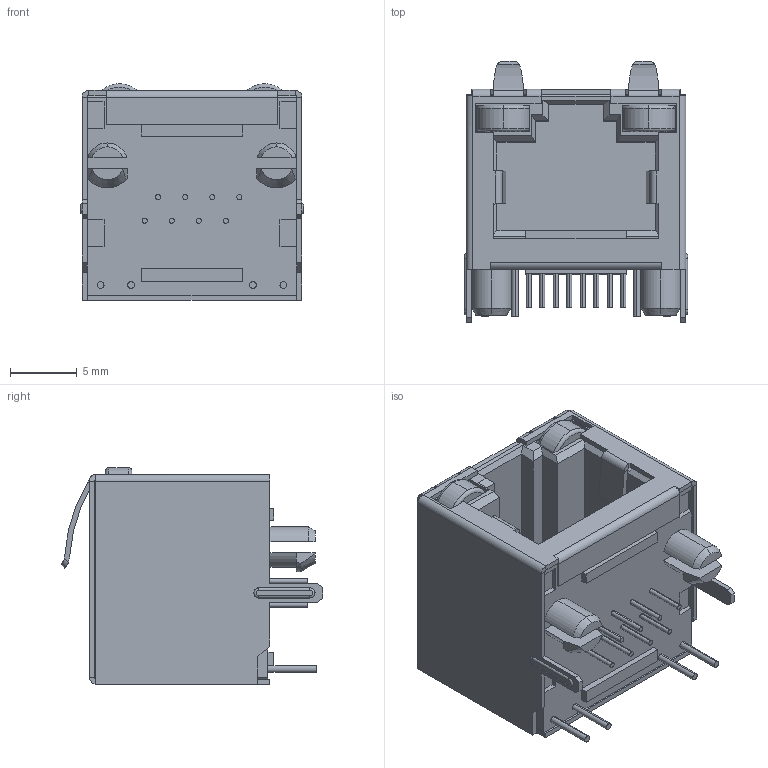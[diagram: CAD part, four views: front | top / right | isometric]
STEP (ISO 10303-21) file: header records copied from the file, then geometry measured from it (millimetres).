
FILE_DESCRIPTION (( 'STEP AP214' ), '1' );
FILE_NAME ('RJHSE-5384.STEP', '2022-07-13T20:50:31', ( '' ), ( '' ), 'SwSTEP 2.0', 'SolidWorks 2017', '' );
FILE_SCHEMA (( 'AUTOMOTIVE_DESIGN' ));
Length unit declared in the file: millimetre
Products named in the file (2): RJHSE-5384
Assembly tree (1 placements, depth 2):
  RJHSE-5384
    RJHSE-5384
Bounding box: 16.76 x 19.66 x 16.26 mm (x, y, z)
Volume: 2487.3 mm3; surface area: 3985.4 mm2
Topology: 16 solids, 16 shells, 360 faces, 849 edges, 524 vertices
Faces by surface type: plane 252, cylinder 88, torus 10, cone 6, bspline 4
Entity records: 10782 total; most frequent: CARTESIAN_POINT 2369, ORIENTED_EDGE 1698, DIRECTION 1661, EDGE_CURVE 849, LINE 621, VECTOR 621, VERTEX_POINT 524, AXIS2_PLACEMENT_3D 520
